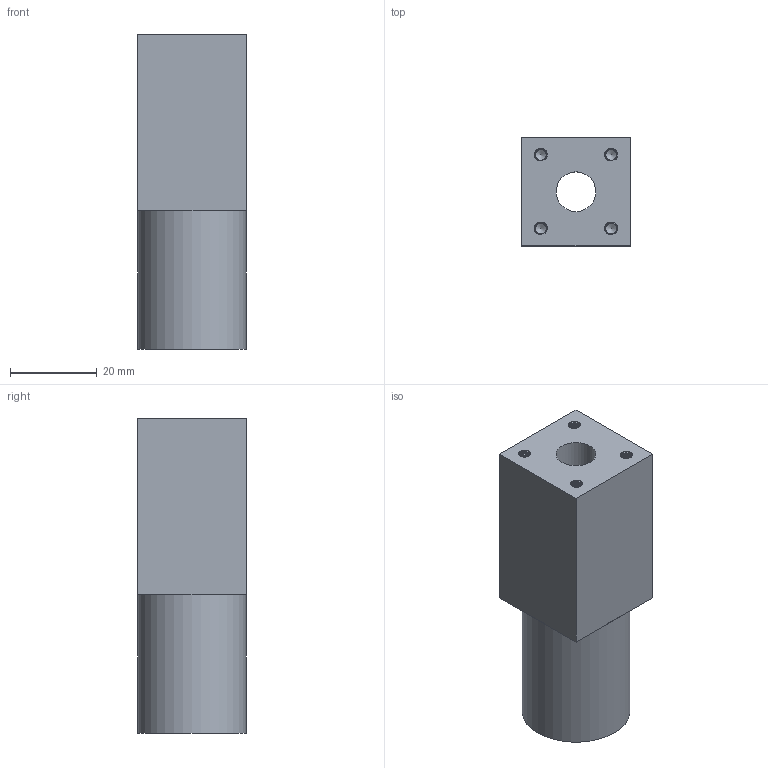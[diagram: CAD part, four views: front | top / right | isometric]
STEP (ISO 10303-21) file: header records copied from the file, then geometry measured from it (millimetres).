
FILE_DESCRIPTION(('FreeCAD Model'),'2;1');
FILE_NAME('Open CASCADE Shape Model','2024-03-09T02:06:53',('Author'),( ''),'Open CASCADE STEP processor 7.6','FreeCAD','Unknown');
FILE_SCHEMA(('AUTOMOTIVE_DESIGN { 1 0 10303 214 1 1 1 1 }'));
Length unit declared in the file: millimetre
Products named in the file (1): Horn
Bounding box: 25 x 25 x 72.7 mm (x, y, z)
Volume: 22273.7 mm3; surface area: 12025.5 mm2
Topology: 1 solids, 1 shells, 342 faces, 724 edges, 384 vertices
Faces by surface type: bspline 238, cylinder 81, plane 16, cone 7
Full cylindrical faces by diameter (mm): 1.619 x12, 2.52 x56, 4.1 x1, 9.2 x1, 20.4 x2, 25 x1
Entity records: 33358 total; most frequent: CARTESIAN_POINT 28052, ORIENTED_EDGE 1436, EDGE_CURVE 718, B_SPLINE_CURVE_WITH_KNOTS 572, DIRECTION 385, VERTEX_POINT 384, FACE_BOUND 352, EDGE_LOOP 352
